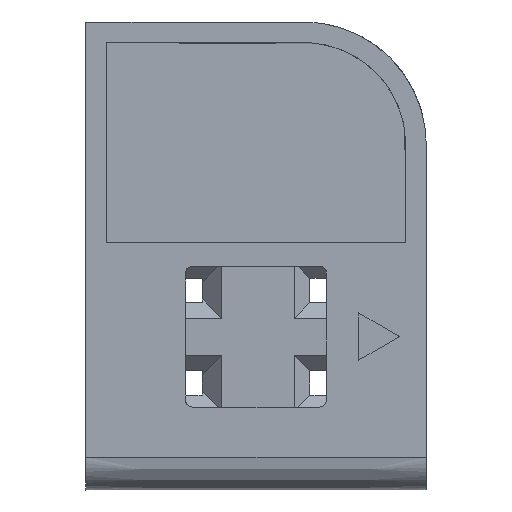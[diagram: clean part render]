
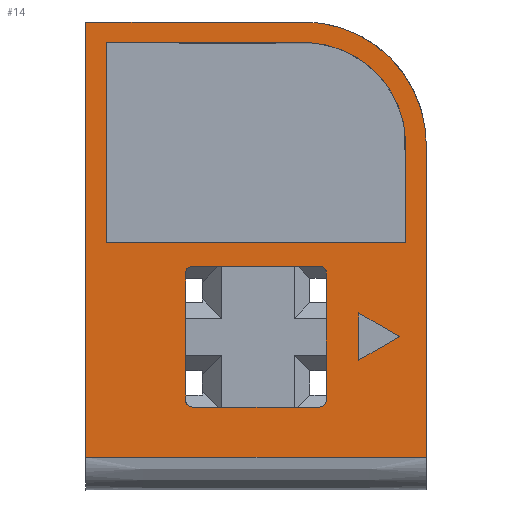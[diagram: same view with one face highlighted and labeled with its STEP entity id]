
A CAD part, top view. The second image highlights one B-rep face of the part: STEP entity #14.
In plain terms, the highlighted planar face has unit normal (0, 0, 1).
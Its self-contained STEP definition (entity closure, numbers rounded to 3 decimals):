
#14=ADVANCED_FACE($,(#176,#167,#168,#169),#2131,.T.);
#167=FACE_BOUND($,#330,.T.);
#168=FACE_BOUND($,#331,.T.);
#169=FACE_BOUND($,#332,.T.);
#176=FACE_OUTER_BOUND($,#329,.T.);
#329=EDGE_LOOP($,(#491,#492,#493,#494,#495,#496,#497));
#330=EDGE_LOOP($,(#498,#499));
#331=EDGE_LOOP($,(#500,#501,#502));
#332=EDGE_LOOP($,(#503,#504,#505));
#491=ORIENTED_EDGE($,*,*,#1789,.F.);
#492=ORIENTED_EDGE($,*,*,#1788,.F.);
#493=ORIENTED_EDGE($,*,*,#1787,.F.);
#494=ORIENTED_EDGE($,*,*,#1786,.T.);
#495=ORIENTED_EDGE($,*,*,#1783,.T.);
#496=ORIENTED_EDGE($,*,*,#1785,.T.);
#497=ORIENTED_EDGE($,*,*,#1362,.T.);
#498=ORIENTED_EDGE($,*,*,#1791,.F.);
#499=ORIENTED_EDGE($,*,*,#1359,.F.);
#500=ORIENTED_EDGE($,*,*,#1363,.F.);
#501=ORIENTED_EDGE($,*,*,#1364,.F.);
#502=ORIENTED_EDGE($,*,*,#1360,.F.);
#503=ORIENTED_EDGE($,*,*,#1361,.T.);
#504=ORIENTED_EDGE($,*,*,#1366,.T.);
#505=ORIENTED_EDGE($,*,*,#1365,.T.);
#1359=EDGE_CURVE($,#1794,#2072,#2622,.T.);
#1360=EDGE_CURVE($,#1795,#1800,#2226,.T.);
#1361=EDGE_CURVE($,#1796,#1802,#2623,.T.);
#1362=EDGE_CURVE($,#1797,#1793,#2624,.T.);
#1363=EDGE_CURVE($,#1799,#1795,#2227,.T.);
#1364=EDGE_CURVE($,#1800,#1799,#2228,.T.);
#1365=EDGE_CURVE($,#1801,#1796,#2625,.T.);
#1366=EDGE_CURVE($,#1802,#1801,#2626,.T.);
#1783=EDGE_CURVE($,#1798,#2067,#2614,.T.);
#1785=EDGE_CURVE($,#2067,#1797,#2616,.T.);
#1786=EDGE_CURVE($,#2068,#1798,#2617,.T.);
#1787=EDGE_CURVE($,#2068,#2069,#2658,.T.);
#1788=EDGE_CURVE($,#2069,#2070,#2618,.T.);
#1789=EDGE_CURVE($,#2070,#1793,#2619,.T.);
#1791=EDGE_CURVE($,#2072,#1794,#2659,.T.);
#1793=VERTEX_POINT($,#5865);
#1794=VERTEX_POINT($,#5866);
#1795=VERTEX_POINT($,#5867);
#1796=VERTEX_POINT($,#5868);
#1797=VERTEX_POINT($,#5869);
#1798=VERTEX_POINT($,#5870);
#1799=VERTEX_POINT($,#5871);
#1800=VERTEX_POINT($,#5872);
#1801=VERTEX_POINT($,#5873);
#1802=VERTEX_POINT($,#5874);
#2067=VERTEX_POINT($,#6139);
#2068=VERTEX_POINT($,#6140);
#2069=VERTEX_POINT($,#6141);
#2070=VERTEX_POINT($,#6142);
#2072=VERTEX_POINT($,#6144);
#2131=PLANE($,#2748);
#2226=B_SPLINE_CURVE_WITH_KNOTS($,1,(#2966,#2967),.UNSPECIFIED.,.F.,.F.,
(2,2),(3.096,6.56),.UNSPECIFIED.);
#2227=B_SPLINE_CURVE_WITH_KNOTS($,1,(#2976,#2977),.UNSPECIFIED.,.F.,.F.,
(2,2),(10.025,13.489),.UNSPECIFIED.);
#2228=B_SPLINE_CURVE_WITH_KNOTS($,1,(#2978,#2979),.UNSPECIFIED.,.F.,.F.,
(2,2),(6.56,10.025),.UNSPECIFIED.);
#2614=B_SPLINE_CURVE_WITH_KNOTS($,1,(#4851,#4852),.UNSPECIFIED.,.F.,.F.,
(2,2),(0.,10.802),.UNSPECIFIED.);
#2616=B_SPLINE_CURVE_WITH_KNOTS($,1,(#4855,#4856),.UNSPECIFIED.,.F.,.F.,
(2,2),(10.802,21.303),.UNSPECIFIED.);
#2617=B_SPLINE_CURVE_WITH_KNOTS($,1,(#4857,#4858),.UNSPECIFIED.,.F.,.F.,
(2,2),(-10.66,0.),.UNSPECIFIED.);
#2618=B_SPLINE_CURVE_WITH_KNOTS($,1,(#4862,#4863),.UNSPECIFIED.,.F.,.F.,
(2,2),(20.085,24.885),.UNSPECIFIED.);
#2619=B_SPLINE_CURVE_WITH_KNOTS($,1,(#4864,#4865),.UNSPECIFIED.,.F.,.F.,
(2,2),(24.885,35.385),.UNSPECIFIED.);
#2622=(
BOUNDED_CURVE()
B_SPLINE_CURVE(3,(#2944,#2945,#2946,#2947,#2948,#2949,#2950,#2951,#2952,
#2953,#2954,#2955,#2956,#2957,#2958,#2959,#2960,#2961,#2962,#2963,#2964,
#2965),.UNSPECIFIED.,.F.,.F.)
B_SPLINE_CURVE_WITH_KNOTS((4,3,3,3,3,3,3,4),(0.,0.55,6.75,
7.299,13.499,14.049,20.249,20.799),
.UNSPECIFIED.)
CURVE()
GEOMETRIC_REPRESENTATION_ITEM()
RATIONAL_B_SPLINE_CURVE((1.,0.805,0.805,1.,1.,1.,
1.,0.805,0.805,1.,1.,1.,1.,0.805,0.805,
1.,1.,1.,1.,0.805,0.805,1.))
REPRESENTATION_ITEM($)
);
#2623=(
BOUNDED_CURVE()
B_SPLINE_CURVE(3,(#2968,#2969,#2970,#2971),.UNSPECIFIED.,.F.,.F.)
B_SPLINE_CURVE_WITH_KNOTS((4,4),(12.65,27.31),.UNSPECIFIED.)
CURVE()
GEOMETRIC_REPRESENTATION_ITEM()
RATIONAL_B_SPLINE_CURVE((1.,1.,1.,1.))
REPRESENTATION_ITEM($)
);
#2624=(
BOUNDED_CURVE()
B_SPLINE_CURVE(3,(#2972,#2973,#2974,#2975),.UNSPECIFIED.,.F.,.F.)
B_SPLINE_CURVE_WITH_KNOTS((4,4),(-15.06,1.6),.UNSPECIFIED.)
CURVE()
GEOMETRIC_REPRESENTATION_ITEM()
RATIONAL_B_SPLINE_CURVE((1.,1.,1.,1.))
REPRESENTATION_ITEM($)
);
#2625=(
BOUNDED_CURVE()
B_SPLINE_CURVE(3,(#2980,#2981,#2982,#2983,#2984,#2985,#2986,#2987,#2988,
#2989),.UNSPECIFIED.,.F.,.F.)
B_SPLINE_CURVE_WITH_KNOTS((4,3,3,4),(37.11,46.77,54.62,
59.42),.UNSPECIFIED.)
CURVE()
GEOMETRIC_REPRESENTATION_ITEM()
RATIONAL_B_SPLINE_CURVE((1.,1.,1.,1.,0.805,0.805,
1.,1.,1.,1.))
REPRESENTATION_ITEM($)
);
#2626=(
BOUNDED_CURVE()
B_SPLINE_CURVE(3,(#2990,#2991,#2992,#2993),.UNSPECIFIED.,.F.,.F.)
B_SPLINE_CURVE_WITH_KNOTS((4,4),(27.31,37.11),.UNSPECIFIED.)
CURVE()
GEOMETRIC_REPRESENTATION_ITEM()
RATIONAL_B_SPLINE_CURVE((1.,1.,1.,1.))
REPRESENTATION_ITEM($)
);
#2658=(
BOUNDED_CURVE()
B_SPLINE_CURVE(2,(#4859,#4860,#4861),.UNSPECIFIED.,.F.,.F.)
B_SPLINE_CURVE_WITH_KNOTS((3,3),(10.66,20.085),.UNSPECIFIED.)
CURVE()
GEOMETRIC_REPRESENTATION_ITEM()
RATIONAL_B_SPLINE_CURVE((1.,0.707,1.))
REPRESENTATION_ITEM($)
);
#2659=(
BOUNDED_CURVE()
B_SPLINE_CURVE(3,(#4868,#4869,#4870,#4871),.UNSPECIFIED.,.F.,.F.)
B_SPLINE_CURVE_WITH_KNOTS((4,4),(20.799,26.999),.UNSPECIFIED.)
CURVE()
GEOMETRIC_REPRESENTATION_ITEM()
RATIONAL_B_SPLINE_CURVE((1.,1.,1.,1.))
REPRESENTATION_ITEM($)
);
#2748=AXIS2_PLACEMENT_3D($,#4881,#2846,$);
#2846=DIRECTION($,(0.,0.,1.));
#2944=CARTESIAN_POINT($,(81.57,4.05,5.5));
#2945=CARTESIAN_POINT($,(81.775,4.05,5.5));
#2946=CARTESIAN_POINT($,(81.92,4.195,5.5));
#2947=CARTESIAN_POINT($,(81.92,4.4,5.5));
#2948=CARTESIAN_POINT($,(81.92,6.467,5.5));
#2949=CARTESIAN_POINT($,(81.92,8.533,5.5));
#2950=CARTESIAN_POINT($,(81.92,10.6,5.5));
#2951=CARTESIAN_POINT($,(81.92,10.805,5.5));
#2952=CARTESIAN_POINT($,(81.775,10.95,5.5));
#2953=CARTESIAN_POINT($,(81.57,10.95,5.5));
#2954=CARTESIAN_POINT($,(79.503,10.95,5.5));
#2955=CARTESIAN_POINT($,(77.436,10.95,5.5));
#2956=CARTESIAN_POINT($,(75.37,10.95,5.5));
#2957=CARTESIAN_POINT($,(75.164,10.95,5.5));
#2958=CARTESIAN_POINT($,(75.02,10.805,5.5));
#2959=CARTESIAN_POINT($,(75.02,10.6,5.5));
#2960=CARTESIAN_POINT($,(75.02,8.533,5.5));
#2961=CARTESIAN_POINT($,(75.02,6.467,5.5));
#2962=CARTESIAN_POINT($,(75.02,4.4,5.5));
#2963=CARTESIAN_POINT($,(75.02,4.195,5.5));
#2964=CARTESIAN_POINT($,(75.164,4.05,5.5));
#2965=CARTESIAN_POINT($,(75.37,4.05,5.5));
#2966=CARTESIAN_POINT($,(83.5,8.655,5.5));
#2967=CARTESIAN_POINT($,(83.5,6.345,5.5));
#2968=CARTESIAN_POINT($,(85.799,12.1,5.5));
#2969=CARTESIAN_POINT($,(80.913,12.1,5.5));
#2970=CARTESIAN_POINT($,(76.026,12.1,5.5));
#2971=CARTESIAN_POINT($,(71.139,12.1,5.5));
#2972=CARTESIAN_POINT($,(70.139,1.6,5.5));
#2973=CARTESIAN_POINT($,(75.693,1.6,5.5));
#2974=CARTESIAN_POINT($,(81.246,1.6,5.5));
#2975=CARTESIAN_POINT($,(86.799,1.6,5.5));
#2976=CARTESIAN_POINT($,(85.5,7.5,5.5));
#2977=CARTESIAN_POINT($,(83.5,8.655,5.5));
#2978=CARTESIAN_POINT($,(83.5,6.345,5.5));
#2979=CARTESIAN_POINT($,(85.5,7.5,5.5));
#2980=CARTESIAN_POINT($,(71.139,21.9,5.5));
#2981=CARTESIAN_POINT($,(74.359,21.9,5.5));
#2982=CARTESIAN_POINT($,(77.579,21.9,5.5));
#2983=CARTESIAN_POINT($,(80.799,21.9,5.5));
#2984=CARTESIAN_POINT($,(83.728,21.9,5.5));
#2985=CARTESIAN_POINT($,(85.799,19.829,5.5));
#2986=CARTESIAN_POINT($,(85.799,16.9,5.5));
#2987=CARTESIAN_POINT($,(85.799,15.3,5.5));
#2988=CARTESIAN_POINT($,(85.799,13.7,5.5));
#2989=CARTESIAN_POINT($,(85.799,12.1,5.5));
#2990=CARTESIAN_POINT($,(71.139,12.1,5.5));
#2991=CARTESIAN_POINT($,(71.139,15.367,5.5));
#2992=CARTESIAN_POINT($,(71.139,18.633,5.5));
#2993=CARTESIAN_POINT($,(71.139,21.9,5.5));
#4851=CARTESIAN_POINT($,(70.139,22.9,5.5));
#4852=CARTESIAN_POINT($,(70.139,12.1,5.5));
#4855=CARTESIAN_POINT($,(70.139,12.1,5.5));
#4856=CARTESIAN_POINT($,(70.139,1.6,5.5));
#4857=CARTESIAN_POINT($,(80.799,22.9,5.5));
#4858=CARTESIAN_POINT($,(70.139,22.9,5.5));
#4859=CARTESIAN_POINT($,(80.799,22.9,5.5));
#4860=CARTESIAN_POINT($,(86.799,22.9,5.5));
#4861=CARTESIAN_POINT($,(86.799,16.9,5.5));
#4862=CARTESIAN_POINT($,(86.799,16.9,5.5));
#4863=CARTESIAN_POINT($,(86.799,12.1,5.5));
#4864=CARTESIAN_POINT($,(86.799,12.1,5.5));
#4865=CARTESIAN_POINT($,(86.799,1.6,5.5));
#4868=CARTESIAN_POINT($,(75.37,4.05,5.5));
#4869=CARTESIAN_POINT($,(77.436,4.05,5.5));
#4870=CARTESIAN_POINT($,(79.503,4.05,5.5));
#4871=CARTESIAN_POINT($,(81.57,4.05,5.5));
#4881=CARTESIAN_POINT($,(70.139,1.6,5.5));
#5865=CARTESIAN_POINT($,(86.799,1.6,5.5));
#5866=CARTESIAN_POINT($,(81.57,4.05,5.5));
#5867=CARTESIAN_POINT($,(83.5,8.655,5.5));
#5868=CARTESIAN_POINT($,(85.799,12.1,5.5));
#5869=CARTESIAN_POINT($,(70.139,1.6,5.5));
#5870=CARTESIAN_POINT($,(70.139,22.9,5.5));
#5871=CARTESIAN_POINT($,(85.5,7.5,5.5));
#5872=CARTESIAN_POINT($,(83.5,6.345,5.5));
#5873=CARTESIAN_POINT($,(71.139,21.9,5.5));
#5874=CARTESIAN_POINT($,(71.139,12.1,5.5));
#6139=CARTESIAN_POINT($,(70.139,12.1,5.5));
#6140=CARTESIAN_POINT($,(80.799,22.9,5.5));
#6141=CARTESIAN_POINT($,(86.799,16.9,5.5));
#6142=CARTESIAN_POINT($,(86.799,12.1,5.5));
#6144=CARTESIAN_POINT($,(75.37,4.05,5.5));
